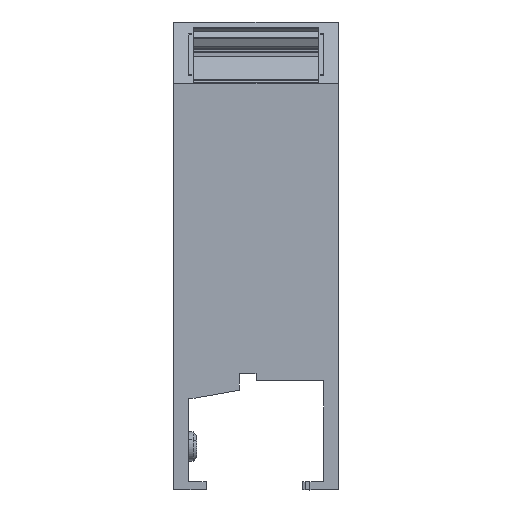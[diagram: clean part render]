
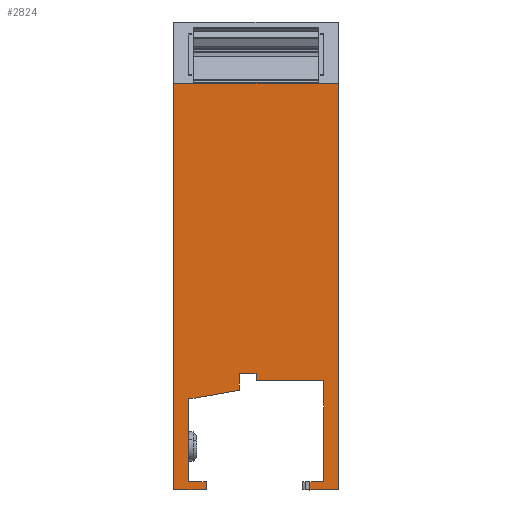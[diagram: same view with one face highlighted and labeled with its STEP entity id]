
A CAD part, left-side view. The second image highlights one B-rep face of the part: STEP entity #2824.
In plain terms, the highlighted planar face has unit normal (-1, 0, 0).
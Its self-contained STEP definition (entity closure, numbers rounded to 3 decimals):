
#2756=AXIS2_PLACEMENT_3D('Plane Axis2P3D',#2753,#2754,#2755) ;
#187=CARTESIAN_POINT('Vertex',(0.,12.5,7.65)) ;
#190=CARTESIAN_POINT('Line Origine',(0.,12.5,4.175)) ;
#194=CARTESIAN_POINT('Vertex',(0.,12.5,0.7)) ;
#267=CARTESIAN_POINT('Vertex',(0.,0.,0.)) ;
#270=CARTESIAN_POINT('Line Origine',(0.,1.175,0.)) ;
#274=CARTESIAN_POINT('Vertex',(0.,2.35,0.)) ;
#819=CARTESIAN_POINT('Line Origine',(0.,2.35,0.35)) ;
#823=CARTESIAN_POINT('Vertex',(0.,2.35,0.7)) ;
#1533=CARTESIAN_POINT('Vertex',(0.,13.7,33.898)) ;
#1536=CARTESIAN_POINT('Line Origine',(0.,6.85,33.898)) ;
#1540=CARTESIAN_POINT('Vertex',(0.,0.,33.898)) ;
#1907=CARTESIAN_POINT('Line Origine',(0.,0.,16.949)) ;
#2231=CARTESIAN_POINT('Line Origine',(0.,1.775,0.7)) ;
#2235=CARTESIAN_POINT('Vertex',(0.,1.2,0.7)) ;
#2272=CARTESIAN_POINT('Vertex',(0.,11.,0.7)) ;
#2275=CARTESIAN_POINT('Line Origine',(0.,11.,0.35)) ;
#2279=CARTESIAN_POINT('Vertex',(0.,11.,0.)) ;
#2301=CARTESIAN_POINT('Line Origine',(0.,12.35,0.)) ;
#2305=CARTESIAN_POINT('Vertex',(0.,13.7,0.)) ;
#2388=CARTESIAN_POINT('Line Origine',(0.,13.7,16.949)) ;
#2741=CARTESIAN_POINT('Line Origine',(0.,11.75,0.7)) ;
#2753=CARTESIAN_POINT('Axis2P3D Location',(0.,0.,0.)) ;
#2758=CARTESIAN_POINT('Line Origine',(0.,12.254,7.65)) ;
#2762=CARTESIAN_POINT('Vertex',(0.,12.009,7.65)) ;
#2765=CARTESIAN_POINT('Line Origine',(0.,10.119,7.983)) ;
#2769=CARTESIAN_POINT('Vertex',(0.,8.23,8.316)) ;
#2772=CARTESIAN_POINT('Line Origine',(0.,8.23,9.008)) ;
#2776=CARTESIAN_POINT('Vertex',(0.,8.23,9.7)) ;
#2779=CARTESIAN_POINT('Line Origine',(0.,7.54,9.7)) ;
#2783=CARTESIAN_POINT('Vertex',(0.,6.85,9.7)) ;
#2786=CARTESIAN_POINT('Line Origine',(0.,6.85,9.4)) ;
#2790=CARTESIAN_POINT('Vertex',(0.,6.85,9.1)) ;
#2793=CARTESIAN_POINT('Line Origine',(0.,4.025,9.1)) ;
#2797=CARTESIAN_POINT('Vertex',(0.,1.2,9.1)) ;
#2800=CARTESIAN_POINT('Line Origine',(0.,1.2,4.9)) ;
#191=DIRECTION('Vector Direction',(0.,0.,-1.)) ;
#271=DIRECTION('Vector Direction',(0.,1.,0.)) ;
#820=DIRECTION('Vector Direction',(0.,0.,1.)) ;
#1537=DIRECTION('Vector Direction',(0.,1.,0.)) ;
#1908=DIRECTION('Vector Direction',(0.,0.,-1.)) ;
#2232=DIRECTION('Vector Direction',(0.,-1.,0.)) ;
#2276=DIRECTION('Vector Direction',(0.,0.,-1.)) ;
#2302=DIRECTION('Vector Direction',(0.,1.,0.)) ;
#2389=DIRECTION('Vector Direction',(0.,0.,1.)) ;
#2742=DIRECTION('Vector Direction',(0.,-1.,0.)) ;
#2754=DIRECTION('Axis2P3D Direction',(-1.,0.,0.)) ;
#2755=DIRECTION('Axis2P3D XDirection',(0.,0.,1.)) ;
#2759=DIRECTION('Vector Direction',(0.,1.,0.)) ;
#2766=DIRECTION('Vector Direction',(0.,0.985,-0.174)) ;
#2773=DIRECTION('Vector Direction',(0.,0.,-1.)) ;
#2780=DIRECTION('Vector Direction',(0.,1.,0.)) ;
#2787=DIRECTION('Vector Direction',(0.,0.,1.)) ;
#2794=DIRECTION('Vector Direction',(0.,1.,0.)) ;
#2801=DIRECTION('Vector Direction',(0.,0.,1.)) ;
#192=VECTOR('Line Direction',#191,1.) ;
#272=VECTOR('Line Direction',#271,1.) ;
#821=VECTOR('Line Direction',#820,1.) ;
#1538=VECTOR('Line Direction',#1537,1.) ;
#1909=VECTOR('Line Direction',#1908,1.) ;
#2233=VECTOR('Line Direction',#2232,1.) ;
#2277=VECTOR('Line Direction',#2276,1.) ;
#2303=VECTOR('Line Direction',#2302,1.) ;
#2390=VECTOR('Line Direction',#2389,1.) ;
#2743=VECTOR('Line Direction',#2742,1.) ;
#2760=VECTOR('Line Direction',#2759,1.) ;
#2767=VECTOR('Line Direction',#2766,1.) ;
#2774=VECTOR('Line Direction',#2773,1.) ;
#2781=VECTOR('Line Direction',#2780,1.) ;
#2788=VECTOR('Line Direction',#2787,1.) ;
#2795=VECTOR('Line Direction',#2794,1.) ;
#2802=VECTOR('Line Direction',#2801,1.) ;
#2806=ORIENTED_EDGE('',*,*,#2392,.T.) ;
#2807=ORIENTED_EDGE('',*,*,#2307,.T.) ;
#2808=ORIENTED_EDGE('',*,*,#2281,.T.) ;
#2809=ORIENTED_EDGE('',*,*,#2745,.T.) ;
#2810=ORIENTED_EDGE('',*,*,#196,.T.) ;
#2811=ORIENTED_EDGE('',*,*,#2764,.T.) ;
#2812=ORIENTED_EDGE('',*,*,#2771,.T.) ;
#2813=ORIENTED_EDGE('',*,*,#2778,.T.) ;
#2814=ORIENTED_EDGE('',*,*,#2785,.T.) ;
#2815=ORIENTED_EDGE('',*,*,#2792,.T.) ;
#2816=ORIENTED_EDGE('',*,*,#2799,.T.) ;
#2817=ORIENTED_EDGE('',*,*,#2804,.T.) ;
#2818=ORIENTED_EDGE('',*,*,#2237,.T.) ;
#2819=ORIENTED_EDGE('',*,*,#825,.T.) ;
#2820=ORIENTED_EDGE('',*,*,#276,.T.) ;
#2821=ORIENTED_EDGE('',*,*,#1911,.T.) ;
#2822=ORIENTED_EDGE('',*,*,#1542,.T.) ;
#2824=ADVANCED_FACE('HOUSING',(#2823),#2757,.T.) ;
#196=EDGE_CURVE('',#195,#188,#193,.F.) ;
#276=EDGE_CURVE('',#275,#268,#273,.F.) ;
#825=EDGE_CURVE('',#824,#275,#822,.F.) ;
#1542=EDGE_CURVE('',#1541,#1534,#1539,.T.) ;
#1911=EDGE_CURVE('',#268,#1541,#1910,.F.) ;
#2237=EDGE_CURVE('',#2236,#824,#2234,.F.) ;
#2281=EDGE_CURVE('',#2280,#2273,#2278,.F.) ;
#2307=EDGE_CURVE('',#2306,#2280,#2304,.F.) ;
#2392=EDGE_CURVE('',#1534,#2306,#2391,.F.) ;
#2745=EDGE_CURVE('',#2273,#195,#2744,.F.) ;
#2764=EDGE_CURVE('',#188,#2763,#2761,.F.) ;
#2771=EDGE_CURVE('',#2763,#2770,#2768,.F.) ;
#2778=EDGE_CURVE('',#2770,#2777,#2775,.F.) ;
#2785=EDGE_CURVE('',#2777,#2784,#2782,.F.) ;
#2792=EDGE_CURVE('',#2784,#2791,#2789,.F.) ;
#2799=EDGE_CURVE('',#2791,#2798,#2796,.F.) ;
#2804=EDGE_CURVE('',#2798,#2236,#2803,.F.) ;
#2805=EDGE_LOOP('',(#2806,#2807,#2808,#2809,#2810,#2811,#2812,#2813,#2814,#2815,#2816,#2817,#2818,#2819,#2820,#2821,#2822)) ;
#2823=FACE_OUTER_BOUND('',#2805,.T.) ;
#193=LINE('Line',#190,#192) ;
#273=LINE('Line',#270,#272) ;
#822=LINE('Line',#819,#821) ;
#1539=LINE('Line',#1536,#1538) ;
#1910=LINE('Line',#1907,#1909) ;
#2234=LINE('Line',#2231,#2233) ;
#2278=LINE('Line',#2275,#2277) ;
#2304=LINE('Line',#2301,#2303) ;
#2391=LINE('Line',#2388,#2390) ;
#2744=LINE('Line',#2741,#2743) ;
#2761=LINE('Line',#2758,#2760) ;
#2768=LINE('Line',#2765,#2767) ;
#2775=LINE('Line',#2772,#2774) ;
#2782=LINE('Line',#2779,#2781) ;
#2789=LINE('Line',#2786,#2788) ;
#2796=LINE('Line',#2793,#2795) ;
#2803=LINE('Line',#2800,#2802) ;
#2757=PLANE('',#2756) ;
#188=VERTEX_POINT('',#187) ;
#195=VERTEX_POINT('',#194) ;
#268=VERTEX_POINT('',#267) ;
#275=VERTEX_POINT('',#274) ;
#824=VERTEX_POINT('',#823) ;
#1534=VERTEX_POINT('',#1533) ;
#1541=VERTEX_POINT('',#1540) ;
#2236=VERTEX_POINT('',#2235) ;
#2273=VERTEX_POINT('',#2272) ;
#2280=VERTEX_POINT('',#2279) ;
#2306=VERTEX_POINT('',#2305) ;
#2763=VERTEX_POINT('',#2762) ;
#2770=VERTEX_POINT('',#2769) ;
#2777=VERTEX_POINT('',#2776) ;
#2784=VERTEX_POINT('',#2783) ;
#2791=VERTEX_POINT('',#2790) ;
#2798=VERTEX_POINT('',#2797) ;
